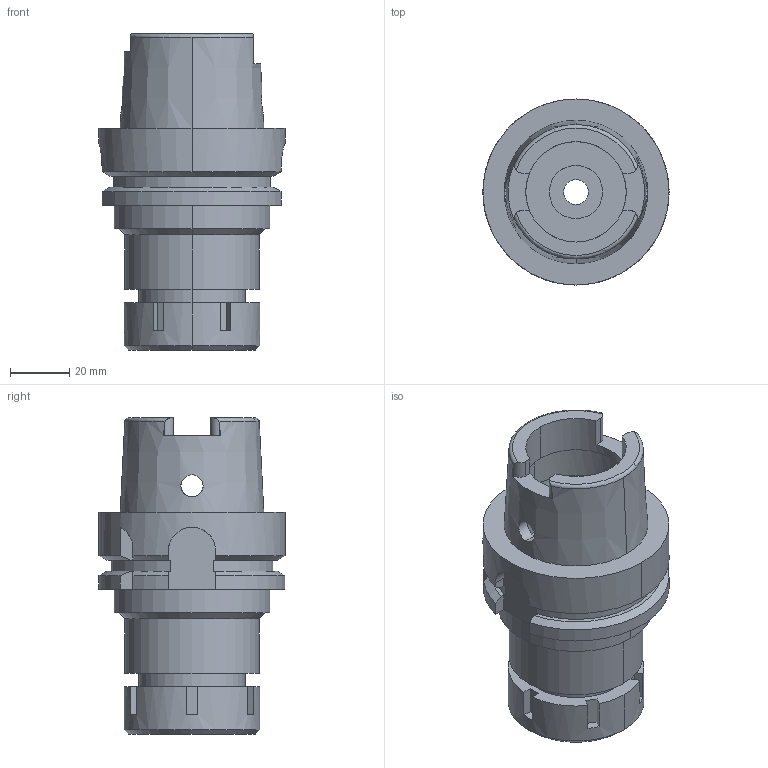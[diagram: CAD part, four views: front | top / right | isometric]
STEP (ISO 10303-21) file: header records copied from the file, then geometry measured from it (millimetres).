
FILE_DESCRIPTION (( 'STEP AP203' ), '1' );
FILE_NAME ('HSK-A63-NBS20-75.stp', '2019-09-13T16:13:54', ( '' ), ( '' ), 'SwSTEP 2.0', 'SolidWorks 2019', '' );
FILE_SCHEMA (( 'CONFIG_CONTROL_DESIGN' ));
Length unit declared in the file: millimetre
Products named in the file (7): HSK-A63-NBS20-75_1.stp; HSK-A63-NBS20-75.stp; HSK-A63-NBS20-75-FreeParts; DXF_TEMP_ASSY_ASM_4_ASM.stp; HSK-A63-NBS20-75; NBN20_1.stp; HA63NB20075-200_ASM.stp
Assembly tree (5 placements, depth 5):
  HSK-A63-NBS20-75-FreeParts
  HSK-A63-NBS20-75
    HSK-A63-NBS20-75.stp
      HA63NB20075-200_ASM.stp
        DXF_TEMP_ASSY_ASM_4_ASM.stp
          HSK-A63-NBS20-75_1.stp
          NBN20_1.stp
Bounding box: 63 x 63 x 107 mm (x, y, z)
Volume: 138504.7 mm3; surface area: 37435.2 mm2
Topology: 2 solids, 2 shells, 141 faces, 370 edges, 242 vertices
Faces by surface type: plane 70, cylinder 49, cone 18, torus 4
Entity records: 6236 total; most frequent: CARTESIAN_POINT 1986, DIRECTION 766, ORIENTED_EDGE 740, EDGE_CURVE 370, AXIS2_PLACEMENT_3D 288, VERTEX_POINT 242, VECTOR 190, LINE 190
